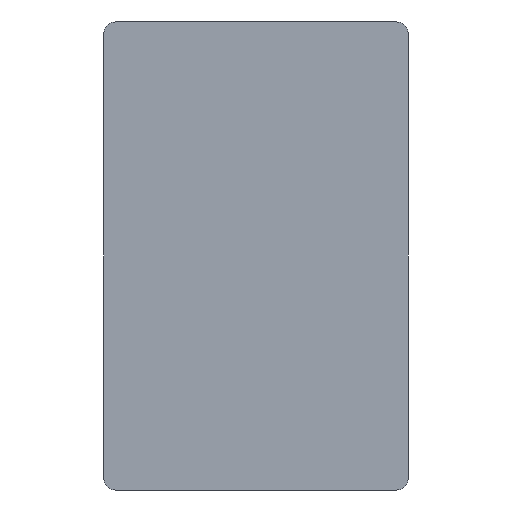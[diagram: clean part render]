
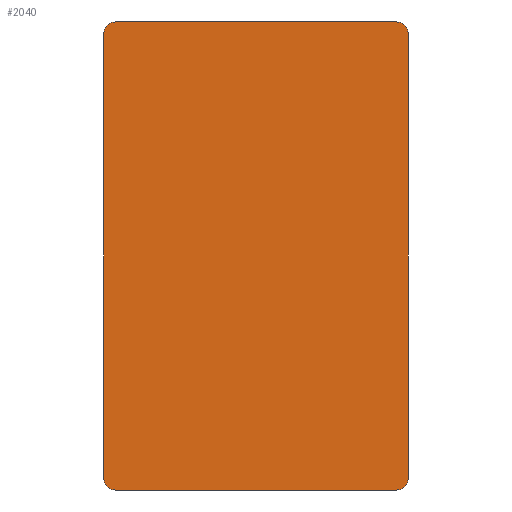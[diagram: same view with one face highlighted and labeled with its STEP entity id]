
A CAD part, front view. The second image highlights one B-rep face of the part: STEP entity #2040.
In plain terms, the highlighted planar face has unit normal (0, -1, 0).
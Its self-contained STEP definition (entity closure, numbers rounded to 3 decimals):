
#195=CIRCLE('',#2279,2.);
#196=CIRCLE('',#2280,2.);
#197=CIRCLE('',#2281,2.);
#198=CIRCLE('',#2282,2.);
#724=ORIENTED_EDGE('',*,*,#1057,.F.);
#725=ORIENTED_EDGE('',*,*,#1058,.F.);
#726=ORIENTED_EDGE('',*,*,#1059,.F.);
#727=ORIENTED_EDGE('',*,*,#1060,.F.);
#728=ORIENTED_EDGE('',*,*,#1061,.F.);
#729=ORIENTED_EDGE('',*,*,#1062,.F.);
#730=ORIENTED_EDGE('',*,*,#1063,.F.);
#731=ORIENTED_EDGE('',*,*,#1064,.F.);
#1057=EDGE_CURVE('',#1262,#1263,#1387,.T.);
#1058=EDGE_CURVE('',#1264,#1262,#195,.T.);
#1059=EDGE_CURVE('',#1265,#1264,#1388,.T.);
#1060=EDGE_CURVE('',#1266,#1265,#196,.T.);
#1061=EDGE_CURVE('',#1267,#1266,#1389,.T.);
#1062=EDGE_CURVE('',#1268,#1267,#197,.T.);
#1063=EDGE_CURVE('',#1269,#1268,#1390,.T.);
#1064=EDGE_CURVE('',#1263,#1269,#198,.T.);
#1262=VERTEX_POINT('',#3593);
#1263=VERTEX_POINT('',#3594);
#1264=VERTEX_POINT('',#3596);
#1265=VERTEX_POINT('',#3598);
#1266=VERTEX_POINT('',#3600);
#1267=VERTEX_POINT('',#3602);
#1268=VERTEX_POINT('',#3604);
#1269=VERTEX_POINT('',#3606);
#1387=LINE('',#3592,#1515);
#1388=LINE('',#3597,#1516);
#1389=LINE('',#3601,#1517);
#1390=LINE('',#3605,#1518);
#1515=VECTOR('',#2835,1000.);
#1516=VECTOR('',#2838,1000.);
#1517=VECTOR('',#2841,1000.);
#1518=VECTOR('',#2844,1000.);
#1675=EDGE_LOOP('',(#724,#725,#726,#727,#728,#729,#730,#731));
#1849=FACE_BOUND('',#1675,.T.);
#1920=PLANE('',#2278);
#2040=ADVANCED_FACE('',(#1849),#1920,.F.);
#2278=AXIS2_PLACEMENT_3D('',#3591,#2833,#2834);
#2279=AXIS2_PLACEMENT_3D('',#3595,#2836,#2837);
#2280=AXIS2_PLACEMENT_3D('',#3599,#2839,#2840);
#2281=AXIS2_PLACEMENT_3D('',#3603,#2842,#2843);
#2282=AXIS2_PLACEMENT_3D('',#3607,#2845,#2846);
#2833=DIRECTION('',(0.,1.,0.));
#2834=DIRECTION('',(0.,0.,1.));
#2835=DIRECTION('',(0.,0.,1.));
#2836=DIRECTION('',(0.,1.,0.));
#2837=DIRECTION('',(1.,0.,0.));
#2838=DIRECTION('',(-1.,0.,0.));
#2839=DIRECTION('',(0.,1.,0.));
#2840=DIRECTION('',(1.,0.,0.));
#2841=DIRECTION('',(0.,0.,-1.));
#2842=DIRECTION('',(0.,1.,0.));
#2843=DIRECTION('',(1.,0.,0.));
#2844=DIRECTION('',(1.,0.,0.));
#2845=DIRECTION('',(0.,1.,0.));
#2846=DIRECTION('',(1.,0.,0.));
#3591=CARTESIAN_POINT('',(-24.,0.,38.));
#3592=CARTESIAN_POINT('',(-26.,0.,-38.));
#3593=CARTESIAN_POINT('',(-26.,0.,-38.));
#3594=CARTESIAN_POINT('',(-26.,0.,38.));
#3595=CARTESIAN_POINT('',(-24.,0.,-38.));
#3596=CARTESIAN_POINT('',(-24.,0.,-40.));
#3597=CARTESIAN_POINT('',(24.,0.,-40.));
#3598=CARTESIAN_POINT('',(24.,0.,-40.));
#3599=CARTESIAN_POINT('',(24.,0.,-38.));
#3600=CARTESIAN_POINT('',(26.,0.,-38.));
#3601=CARTESIAN_POINT('',(26.,0.,38.));
#3602=CARTESIAN_POINT('',(26.,0.,38.));
#3603=CARTESIAN_POINT('',(24.,0.,38.));
#3604=CARTESIAN_POINT('',(24.,0.,40.));
#3605=CARTESIAN_POINT('',(-24.,0.,40.));
#3606=CARTESIAN_POINT('',(-24.,0.,40.));
#3607=CARTESIAN_POINT('',(-24.,0.,38.));
